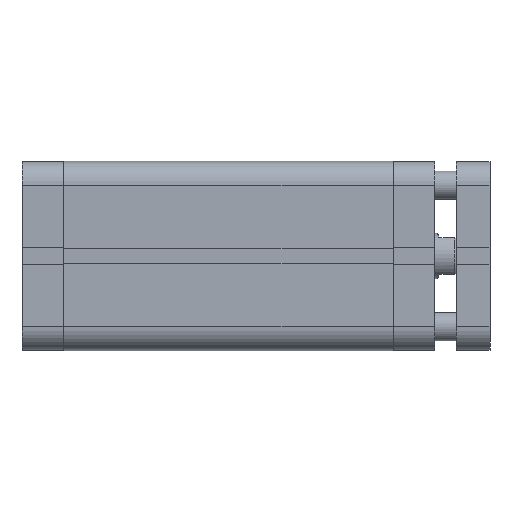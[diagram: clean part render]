
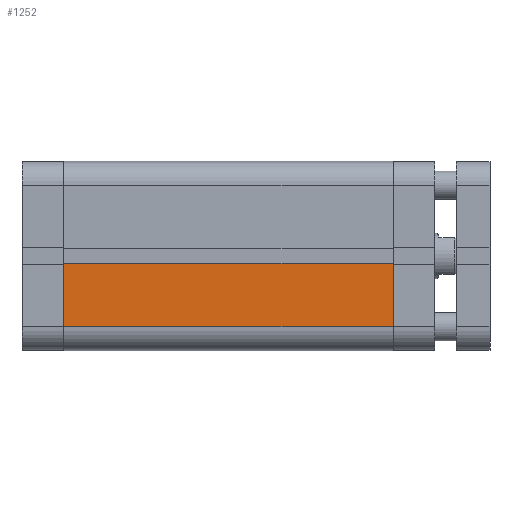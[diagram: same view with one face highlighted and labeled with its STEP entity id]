
A CAD part, front view. The second image highlights one B-rep face of the part: STEP entity #1252.
In plain terms, the highlighted planar face has unit normal (0, -1, 0).
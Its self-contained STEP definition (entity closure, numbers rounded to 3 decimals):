
#181 = EDGE_CURVE ( 'NONE', #4980, #4982, #2134, .T. ) ;
#193 = EDGE_CURVE ( 'NONE', #5012, #4982, #2158, .T. ) ;
#236 = EDGE_CURVE ( 'NONE', #5001, #4980, #2225, .T. ) ;
#238 = EDGE_CURVE ( 'NONE', #5001, #5012, #2220, .T. ) ;
#916 = AXIS2_PLACEMENT_3D ( 'NONE', #3142, #3145, #3146 ) ;
#1252 = ADVANCED_FACE ( 'NONE', ( #6861 ), #3143, .F. ) ;
#1770 = ORIENTED_EDGE ( 'NONE', *, *, #238, .T. ) ;
#1771 = ORIENTED_EDGE ( 'NONE', *, *, #236, .F. ) ;
#1772 = ORIENTED_EDGE ( 'NONE', *, *, #181, .F. ) ;
#1773 = ORIENTED_EDGE ( 'NONE', *, *, #193, .T. ) ;
#2134 = LINE ( 'NONE', #5553, #2135 ) ;
#2135 = VECTOR ( 'NONE', #5554, 1000. ) ;
#2158 = LINE ( 'NONE', #5580, #2159 ) ;
#2159 = VECTOR ( 'NONE', #5581, 1000. ) ;
#2216 = VECTOR ( 'NONE', #5692, 1000. ) ;
#2220 = LINE ( 'NONE', #5691, #2216 ) ;
#2225 = LINE ( 'NONE', #5687, #2226 ) ;
#2226 = VECTOR ( 'NONE', #5688, 1000. ) ;
#3142 = CARTESIAN_POINT ( 'NONE',  ( 0., -33.5, 116.5 ) ) ;
#3143 = PLANE ( 'NONE',  #916 ) ;
#3145 = DIRECTION ( 'NONE',  ( 0., 1., 0. ) ) ;
#3146 = DIRECTION ( 'NONE',  ( 0., 0., 1. ) ) ;
#3915 = CARTESIAN_POINT ( 'NONE',  ( -2.6, -33.5, 116.5 ) ) ;
#3917 = CARTESIAN_POINT ( 'NONE',  ( -2.6, -33.5, 0. ) ) ;
#3936 = CARTESIAN_POINT ( 'NONE',  ( -25., -33.5, 116.5 ) ) ;
#3947 = CARTESIAN_POINT ( 'NONE',  ( -25., -33.5, 0. ) ) ;
#4980 = VERTEX_POINT ( 'NONE', #3915 ) ;
#4982 = VERTEX_POINT ( 'NONE', #3917 ) ;
#5001 = VERTEX_POINT ( 'NONE', #3936 ) ;
#5012 = VERTEX_POINT ( 'NONE', #3947 ) ;
#5553 = CARTESIAN_POINT ( 'NONE',  ( -2.6, -33.5, 116.5 ) ) ;
#5554 = DIRECTION ( 'NONE',  ( 0., 0., -1. ) ) ;
#5580 = CARTESIAN_POINT ( 'NONE',  ( 0., -33.5, 0. ) ) ;
#5581 = DIRECTION ( 'NONE',  ( 1., 0., 0. ) ) ;
#5687 = CARTESIAN_POINT ( 'NONE',  ( 0., -33.5, 116.5 ) ) ;
#5688 = DIRECTION ( 'NONE',  ( 1., 0., 0. ) ) ;
#5691 = CARTESIAN_POINT ( 'NONE',  ( -25., -33.5, 116.5 ) ) ;
#5692 = DIRECTION ( 'NONE',  ( 0., 0., -1. ) ) ;
#6861 = FACE_OUTER_BOUND ( 'NONE', #7846, .T. ) ;
#7846 = EDGE_LOOP ( 'NONE', ( #1773, #1772, #1771, #1770 ) ) ;
